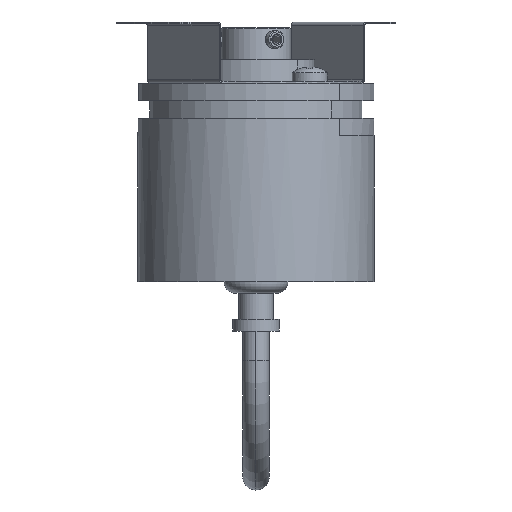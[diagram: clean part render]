
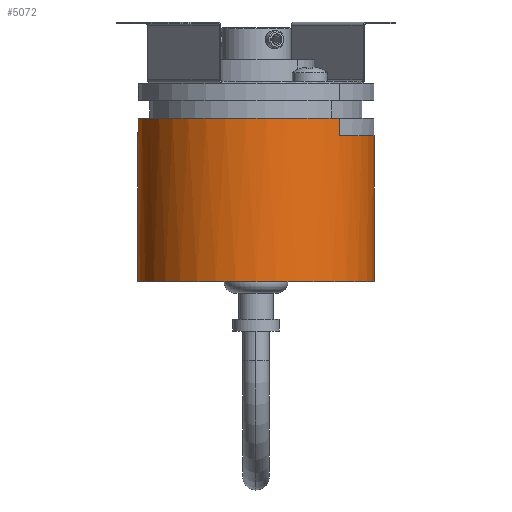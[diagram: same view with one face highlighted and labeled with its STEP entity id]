
A CAD part, front view. The second image highlights one B-rep face of the part: STEP entity #5072.
In plain terms, the highlighted cylindrical face has radius 20.25 mm (diameter 40.5 mm), a partial arc.
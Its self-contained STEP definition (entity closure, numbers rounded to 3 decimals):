
#359=CARTESIAN_POINT('',(0.,0.,5.));
#360=DIRECTION('',(0.,0.,1.));
#361=DIRECTION('',(-0.707,0.707,0.));
#362=AXIS2_PLACEMENT_3D('',#359,#360,#361);
#379=DIRECTION('',(0.,0.,-1.));
#380=VECTOR('',#379,3.);
#381=CARTESIAN_POINT('',(14.319,-14.319,5.));
#382=LINE('',#381,#380);
#383=DIRECTION('',(0.,0.,-1.));
#384=VECTOR('',#383,25.);
#385=CARTESIAN_POINT('',(20.25,0.,2.));
#386=LINE('',#385,#384);
#387=DIRECTION('',(0.,0.,1.));
#388=VECTOR('',#387,25.);
#389=CARTESIAN_POINT('',(-20.25,0.,-23.));
#390=LINE('',#389,#388);
#391=CARTESIAN_POINT('',(0.,0.,2.));
#392=DIRECTION('',(0.,0.,1.));
#393=DIRECTION('',(-0.707,0.707,0.));
#394=AXIS2_PLACEMENT_3D('',#391,#392,#393);
#396=DIRECTION('',(0.,0.,1.));
#397=VECTOR('',#396,3.);
#398=CARTESIAN_POINT('',(-14.319,14.319,2.));
#399=LINE('',#398,#397);
#400=CARTESIAN_POINT('',(0.,0.,2.));
#401=DIRECTION('',(0.,0.,1.));
#402=DIRECTION('',(0.707,-0.707,0.));
#403=AXIS2_PLACEMENT_3D('',#400,#401,#402);
#410=CARTESIAN_POINT('',(0.,0.,-23.));
#411=DIRECTION('',(0.,0.,1.));
#412=DIRECTION('',(-1.,0.,0.));
#413=AXIS2_PLACEMENT_3D('',#410,#411,#412);
#4000=CARTESIAN_POINT('',(14.319,-14.319,5.));
#4001=CARTESIAN_POINT('',(-14.319,14.319,5.));
#4002=VERTEX_POINT('',#4000);
#4003=VERTEX_POINT('',#4001);
#4407=CARTESIAN_POINT('',(20.25,0.,-23.));
#4408=CARTESIAN_POINT('',(-20.25,0.,-23.));
#4409=VERTEX_POINT('',#4407);
#4410=VERTEX_POINT('',#4408);
#4535=CARTESIAN_POINT('',(-14.319,14.319,2.));
#4536=CARTESIAN_POINT('',(-20.25,0.,2.));
#4537=VERTEX_POINT('',#4535);
#4538=VERTEX_POINT('',#4536);
#4539=CARTESIAN_POINT('',(14.319,-14.319,2.));
#4540=CARTESIAN_POINT('',(20.25,0.,2.));
#4541=VERTEX_POINT('',#4539);
#4542=VERTEX_POINT('',#4540);
#5050=CARTESIAN_POINT('',(0.,0.,1.929));
#5051=DIRECTION('',(0.,0.,1.));
#5052=DIRECTION('',(-0.707,0.707,0.));
#5053=AXIS2_PLACEMENT_3D('',#5050,#5051,#5052);
#5054=CYLINDRICAL_SURFACE('',#5053,20.25);
#5056=ORIENTED_EDGE('',*,*,#5055,.T.);
#5058=ORIENTED_EDGE('',*,*,#5057,.T.);
#5060=ORIENTED_EDGE('',*,*,#5059,.T.);
#5062=ORIENTED_EDGE('',*,*,#5061,.F.);
#5064=ORIENTED_EDGE('',*,*,#5063,.T.);
#5066=ORIENTED_EDGE('',*,*,#5065,.F.);
#5068=ORIENTED_EDGE('',*,*,#5067,.T.);
#5069=ORIENTED_EDGE('',*,*,#5039,.T.);
#5070=EDGE_LOOP('',(#5056,#5058,#5060,#5062,#5064,#5066,#5068,#5069));
#5071=FACE_OUTER_BOUND('',#5070,.F.);
#363=CIRCLE('',#362,20.25);
#395=CIRCLE('',#394,20.25);
#404=CIRCLE('',#403,20.25);
#414=CIRCLE('',#413,20.25);
#5039=EDGE_CURVE('',#4003,#4002,#363,.T.);
#5055=EDGE_CURVE('',#4002,#4541,#382,.T.);
#5057=EDGE_CURVE('',#4541,#4542,#404,.T.);
#5059=EDGE_CURVE('',#4542,#4409,#386,.T.);
#5061=EDGE_CURVE('',#4410,#4409,#414,.T.);
#5063=EDGE_CURVE('',#4410,#4538,#390,.T.);
#5065=EDGE_CURVE('',#4537,#4538,#395,.T.);
#5067=EDGE_CURVE('',#4537,#4003,#399,.T.);
#5072=ADVANCED_FACE('',(#5071),#5054,.T.);
